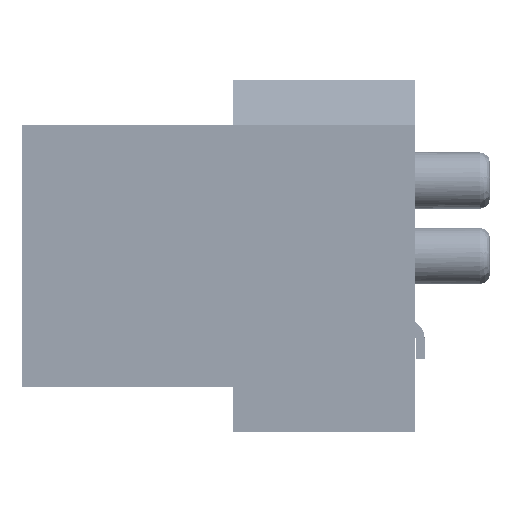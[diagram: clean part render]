
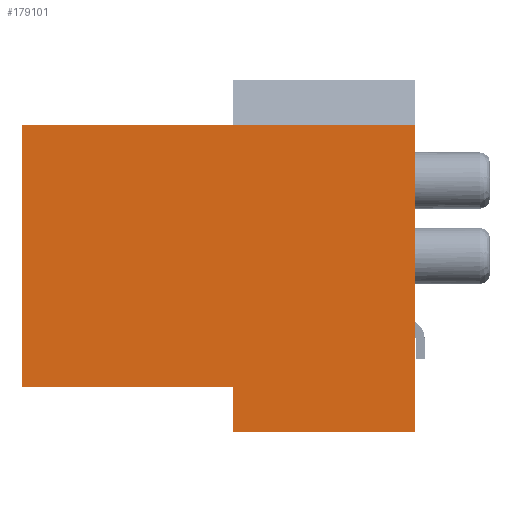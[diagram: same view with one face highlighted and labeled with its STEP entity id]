
A CAD part, left-side view. The second image highlights one B-rep face of the part: STEP entity #179101.
In plain terms, the highlighted planar face has unit normal (-1, 0, 0).
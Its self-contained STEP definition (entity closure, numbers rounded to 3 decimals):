
#5819 = VECTOR ( 'NONE', #257619, 1000. ) ;
#12550 = CARTESIAN_POINT ( 'NONE',  ( -23.9, 3.9, -2.6 ) ) ;
#14572 = FACE_OUTER_BOUND ( 'NONE', #374168, .T. ) ;
#24221 = ORIENTED_EDGE ( 'NONE', *, *, #243264, .T. ) ;
#24874 = VERTEX_POINT ( 'NONE', #437621 ) ;
#47749 = PLANE ( 'NONE',  #81014 ) ;
#48789 = EDGE_CURVE ( 'NONE', #24874, #162422, #427008, .T. ) ;
#50961 = VERTEX_POINT ( 'NONE', #290751 ) ;
#68800 = VERTEX_POINT ( 'NONE', #292176 ) ;
#81014 = AXIS2_PLACEMENT_3D ( 'NONE', #182820, #311354, #348996 ) ;
#110303 = EDGE_CURVE ( 'NONE', #50961, #68800, #263123, .T. ) ;
#114044 = DIRECTION ( 'NONE',  ( 0., 0., 1. ) ) ;
#116347 = VECTOR ( 'NONE', #429121, 1000. ) ;
#119484 = ORIENTED_EDGE ( 'NONE', *, *, #48789, .F. ) ;
#120610 = LINE ( 'NONE', #282470, #139364 ) ;
#121890 = VERTEX_POINT ( 'NONE', #231333 ) ;
#122526 = CARTESIAN_POINT ( 'NONE',  ( -23.9, 3.9, 2.6 ) ) ;
#123796 = CARTESIAN_POINT ( 'NONE',  ( -23.9, 3.6, -3.05 ) ) ;
#139364 = VECTOR ( 'NONE', #114044, 1000. ) ;
#145651 = VECTOR ( 'NONE', #325270, 1000. ) ;
#162422 = VERTEX_POINT ( 'NONE', #342750 ) ;
#168683 = EDGE_CURVE ( 'NONE', #68800, #261924, #183751, .T. ) ;
#179101 = ADVANCED_FACE ( 'NONE', ( #14572 ), #47749, .F. ) ;
#182820 = CARTESIAN_POINT ( 'NONE',  ( -23.9, 3.9, -0.45 ) ) ;
#183751 = LINE ( 'NONE', #123796, #234607 ) ;
#190132 = CARTESIAN_POINT ( 'NONE',  ( -23.9, 3.9, 2.6 ) ) ;
#192242 = CARTESIAN_POINT ( 'NONE',  ( -23.9, 3.9, -3.5 ) ) ;
#197054 = CARTESIAN_POINT ( 'NONE',  ( -23.9, 3.6, -2.6 ) ) ;
#199842 = EDGE_CURVE ( 'NONE', #121890, #275269, #348544, .T. ) ;
#231333 = CARTESIAN_POINT ( 'NONE',  ( -23.9, 7.8, -2.6 ) ) ;
#234607 = VECTOR ( 'NONE', #318848, 1000. ) ;
#239516 = ORIENTED_EDGE ( 'NONE', *, *, #199842, .F. ) ;
#243264 = EDGE_CURVE ( 'NONE', #50961, #162422, #120610, .T. ) ;
#250958 = CARTESIAN_POINT ( 'NONE',  ( -23.9, 7.8, -0.45 ) ) ;
#257619 = DIRECTION ( 'NONE',  ( 0., -1., 0. ) ) ;
#261924 = VERTEX_POINT ( 'NONE', #197054 ) ;
#263123 = LINE ( 'NONE', #192242, #116347 ) ;
#275269 = VERTEX_POINT ( 'NONE', #389893 ) ;
#277723 = DIRECTION ( 'NONE',  ( 0., 0., 1. ) ) ;
#280516 = LINE ( 'NONE', #12550, #361640 ) ;
#282470 = CARTESIAN_POINT ( 'NONE',  ( -23.9, 0., 0. ) ) ;
#290751 = CARTESIAN_POINT ( 'NONE',  ( -23.9, 0., -3.5 ) ) ;
#292176 = CARTESIAN_POINT ( 'NONE',  ( -23.9, 3.6, -3.5 ) ) ;
#311354 = DIRECTION ( 'NONE',  ( 1., 0., 0. ) ) ;
#318848 = DIRECTION ( 'NONE',  ( 0., 0., 1. ) ) ;
#321633 = EDGE_CURVE ( 'NONE', #275269, #24874, #425876, .T. ) ;
#325270 = DIRECTION ( 'NONE',  ( 0., -1., 0. ) ) ;
#342750 = CARTESIAN_POINT ( 'NONE',  ( -23.9, 0., 2.6 ) ) ;
#348544 = LINE ( 'NONE', #250958, #376781 ) ;
#348996 = DIRECTION ( 'NONE',  ( 0., 0., -1. ) ) ;
#356771 = EDGE_CURVE ( 'NONE', #261924, #121890, #280516, .T. ) ;
#361640 = VECTOR ( 'NONE', #415501, 1000. ) ;
#374168 = EDGE_LOOP ( 'NONE', ( #239516, #383240, #394836, #379309, #24221, #119484, #403891 ) ) ;
#376781 = VECTOR ( 'NONE', #277723, 1000. ) ;
#379309 = ORIENTED_EDGE ( 'NONE', *, *, #110303, .F. ) ;
#383240 = ORIENTED_EDGE ( 'NONE', *, *, #356771, .F. ) ;
#389893 = CARTESIAN_POINT ( 'NONE',  ( -23.9, 7.8, 2.6 ) ) ;
#394836 = ORIENTED_EDGE ( 'NONE', *, *, #168683, .F. ) ;
#403891 = ORIENTED_EDGE ( 'NONE', *, *, #321633, .F. ) ;
#415501 = DIRECTION ( 'NONE',  ( 0., 1., 0. ) ) ;
#425876 = LINE ( 'NONE', #122526, #5819 ) ;
#427008 = LINE ( 'NONE', #190132, #145651 ) ;
#429121 = DIRECTION ( 'NONE',  ( 0., 1., 0. ) ) ;
#437621 = CARTESIAN_POINT ( 'NONE',  ( -23.9, 3.6, 2.6 ) ) ;
